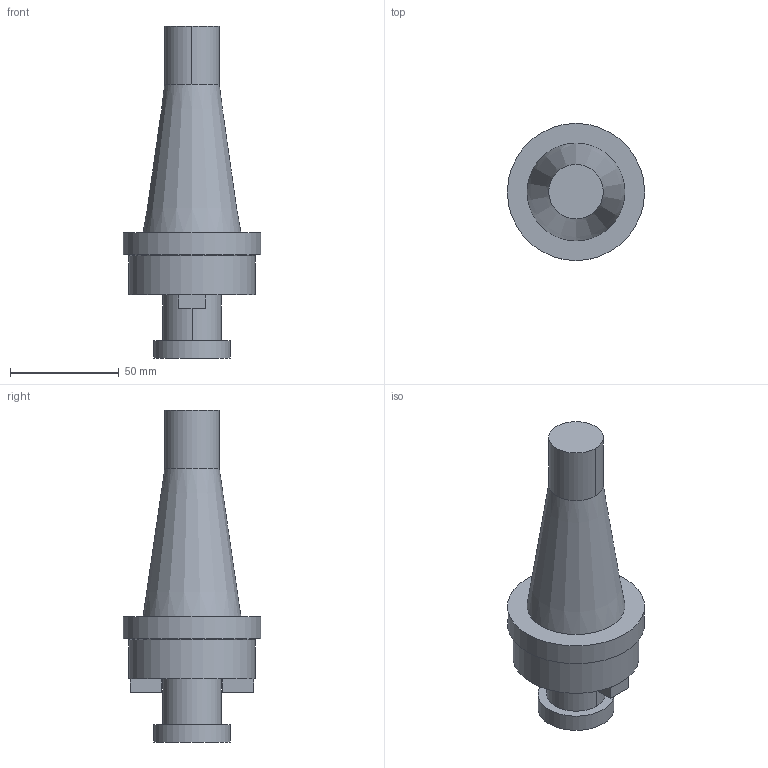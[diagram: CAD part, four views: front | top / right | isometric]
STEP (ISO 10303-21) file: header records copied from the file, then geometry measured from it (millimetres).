
FILE_DESCRIPTION(/* description */ (''),/* implementation_level */ '2;1');
FILE_NAME(/* name */ '2080.40-FMH1.27.030.stp',/* time_stamp */ '2024-06-20T14:55:43+02:00',/* author */ (''),/* organization */ (''),/* preprocessor_version */ 'ST-DEVELOPER v16.7',/* originating_system */ 'SIEMENS PLM Software NX 12.0',/* authorisation */ '');
FILE_SCHEMA (('AUTOMOTIVE_DESIGN { 1 0 10303 214 3 1 1 1 }'));
Length unit declared in the file: millimetre
Products named in the file (1): pf66281C5546dlxq
Bounding box: 63 x 63 x 152.4 mm (x, y, z)
Volume: 181903.5 mm3; surface area: 24545.7 mm2
Topology: 1 solids, 2 shells, 28 faces, 61 edges, 41 vertices
Faces by surface type: plane 17, cylinder 7, cone 3, torus 1
Full cylindrical faces by diameter (mm): 35 x1, 58 x1, 63 x1
Entity records: 799 total; most frequent: DIRECTION 138, CARTESIAN_POINT 127, ORIENTED_EDGE 108, EDGE_CURVE 54, AXIS2_PLACEMENT_3D 52, VERTEX_POINT 41, EDGE_LOOP 39, LINE 34
